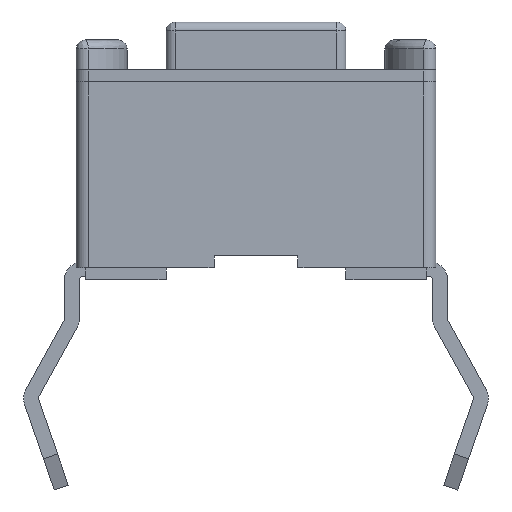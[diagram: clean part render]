
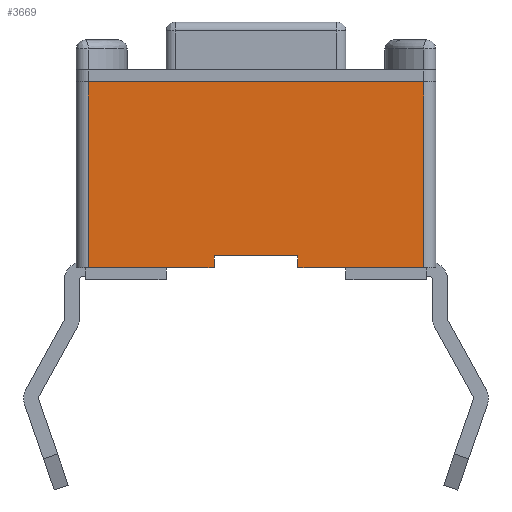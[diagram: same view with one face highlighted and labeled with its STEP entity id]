
A CAD part, front view. The second image highlights one B-rep face of the part: STEP entity #3669.
In plain terms, the highlighted planar face has unit normal (0, -1, 0).
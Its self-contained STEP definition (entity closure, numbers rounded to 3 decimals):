
#126 = CARTESIAN_POINT ( 'NONE',  ( 3.091, 1.48, 5.766 ) ) ;
#175 = VERTEX_POINT ( 'NONE', #707 ) ;
#264 = CARTESIAN_POINT ( 'NONE',  ( -0.409, 1.48, 2.866 ) ) ;
#272 = EDGE_CURVE ( 'NONE', #1497, #175, #2651, .T. ) ;
#273 = ORIENTED_EDGE ( 'NONE', *, *, #1058, .F. ) ;
#352 = VERTEX_POINT ( 'NONE', #3337 ) ;
#390 = CARTESIAN_POINT ( 'NONE',  ( -2.509, 1.48, 2.666 ) ) ;
#475 = VECTOR ( 'NONE', #1308, 1000. ) ;
#637 = CARTESIAN_POINT ( 'NONE',  ( -2.509, 1.48, 5.766 ) ) ;
#707 = CARTESIAN_POINT ( 'NONE',  ( -0.409, 1.48, 2.666 ) ) ;
#753 = CARTESIAN_POINT ( 'NONE',  ( 3.091, 1.48, 2.666 ) ) ;
#770 = CARTESIAN_POINT ( 'NONE',  ( -0.409, 1.48, 2.866 ) ) ;
#785 = VERTEX_POINT ( 'NONE', #2916 ) ;
#799 = VECTOR ( 'NONE', #2524, 1000. ) ;
#851 = CARTESIAN_POINT ( 'NONE',  ( 0.991, 1.48, 2.866 ) ) ;
#897 = EDGE_LOOP ( 'NONE', ( #2941, #2582, #273, #955, #1065, #1274, #3178, #3560 ) ) ;
#913 = DIRECTION ( 'NONE',  ( 0., 0., 1. ) ) ;
#955 = ORIENTED_EDGE ( 'NONE', *, *, #1938, .F. ) ;
#1058 = EDGE_CURVE ( 'NONE', #1102, #352, #2215, .T. ) ;
#1060 = LINE ( 'NONE', #1412, #2283 ) ;
#1065 = ORIENTED_EDGE ( 'NONE', *, *, #1230, .F. ) ;
#1076 = DIRECTION ( 'NONE',  ( 1., 0., 0. ) ) ;
#1102 = VERTEX_POINT ( 'NONE', #753 ) ;
#1165 = DIRECTION ( 'NONE',  ( 1., 0., 0. ) ) ;
#1230 = EDGE_CURVE ( 'NONE', #1551, #785, #3623, .T. ) ;
#1274 = ORIENTED_EDGE ( 'NONE', *, *, #1348, .F. ) ;
#1278 = EDGE_CURVE ( 'NONE', #352, #1951, #3557, .T. ) ;
#1289 = LINE ( 'NONE', #2212, #475 ) ;
#1308 = DIRECTION ( 'NONE',  ( -1., 0., 0. ) ) ;
#1348 = EDGE_CURVE ( 'NONE', #2438, #1551, #2245, .T. ) ;
#1357 = CARTESIAN_POINT ( 'NONE',  ( 0.991, 1.48, 2.866 ) ) ;
#1412 = CARTESIAN_POINT ( 'NONE',  ( -0.409, 1.48, 2.866 ) ) ;
#1448 = EDGE_CURVE ( 'NONE', #175, #2438, #1289, .T. ) ;
#1470 = CARTESIAN_POINT ( 'NONE',  ( -2.509, 1.48, 5.766 ) ) ;
#1497 = VERTEX_POINT ( 'NONE', #770 ) ;
#1551 = VERTEX_POINT ( 'NONE', #1987 ) ;
#1938 = EDGE_CURVE ( 'NONE', #785, #1102, #2881, .T. ) ;
#1951 = VERTEX_POINT ( 'NONE', #1357 ) ;
#1987 = CARTESIAN_POINT ( 'NONE',  ( -2.509, 1.48, 5.766 ) ) ;
#2190 = CARTESIAN_POINT ( 'NONE',  ( -2.509, 1.48, 5.766 ) ) ;
#2212 = CARTESIAN_POINT ( 'NONE',  ( -2.509, 1.48, 2.666 ) ) ;
#2215 = LINE ( 'NONE', #390, #2263 ) ;
#2217 = PLANE ( 'NONE',  #3037 ) ;
#2245 = LINE ( 'NONE', #2190, #799 ) ;
#2263 = VECTOR ( 'NONE', #3403, 1000. ) ;
#2283 = VECTOR ( 'NONE', #1076, 1000. ) ;
#2325 = CARTESIAN_POINT ( 'NONE',  ( -2.509, 1.48, 2.666 ) ) ;
#2438 = VERTEX_POINT ( 'NONE', #2325 ) ;
#2524 = DIRECTION ( 'NONE',  ( 0., 0., 1. ) ) ;
#2536 = DIRECTION ( 'NONE',  ( 0., 0., -1. ) ) ;
#2582 = ORIENTED_EDGE ( 'NONE', *, *, #1278, .F. ) ;
#2651 = LINE ( 'NONE', #264, #3065 ) ;
#2696 = VECTOR ( 'NONE', #1165, 1000. ) ;
#2881 = LINE ( 'NONE', #126, #3333 ) ;
#2916 = CARTESIAN_POINT ( 'NONE',  ( 3.091, 1.48, 5.766 ) ) ;
#2941 = ORIENTED_EDGE ( 'NONE', *, *, #3398, .T. ) ;
#2946 = VECTOR ( 'NONE', #913, 1000. ) ;
#3034 = FACE_OUTER_BOUND ( 'NONE', #897, .T. ) ;
#3037 = AXIS2_PLACEMENT_3D ( 'NONE', #637, #3405, #3073 ) ;
#3065 = VECTOR ( 'NONE', #3875, 1000. ) ;
#3073 = DIRECTION ( 'NONE',  ( 0., 0., 1. ) ) ;
#3178 = ORIENTED_EDGE ( 'NONE', *, *, #1448, .F. ) ;
#3333 = VECTOR ( 'NONE', #2536, 1000. ) ;
#3337 = CARTESIAN_POINT ( 'NONE',  ( 0.991, 1.48, 2.666 ) ) ;
#3398 = EDGE_CURVE ( 'NONE', #1497, #1951, #1060, .T. ) ;
#3403 = DIRECTION ( 'NONE',  ( -1., 0., 0. ) ) ;
#3405 = DIRECTION ( 'NONE',  ( 0., 1., 0. ) ) ;
#3557 = LINE ( 'NONE', #851, #2946 ) ;
#3560 = ORIENTED_EDGE ( 'NONE', *, *, #272, .F. ) ;
#3623 = LINE ( 'NONE', #1470, #2696 ) ;
#3669 = ADVANCED_FACE ( 'NONE', ( #3034 ), #2217, .F. ) ;
#3875 = DIRECTION ( 'NONE',  ( 0., 0., -1. ) ) ;
